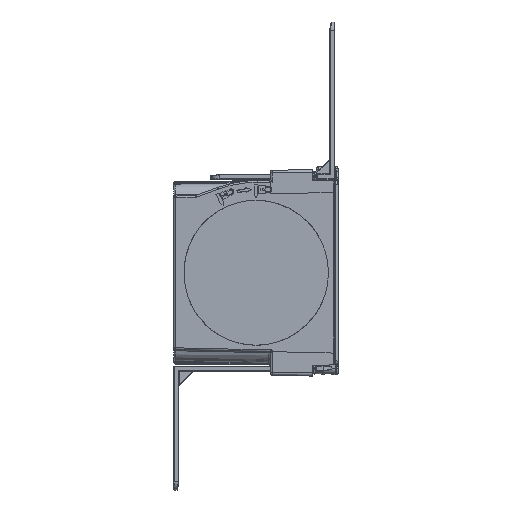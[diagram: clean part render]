
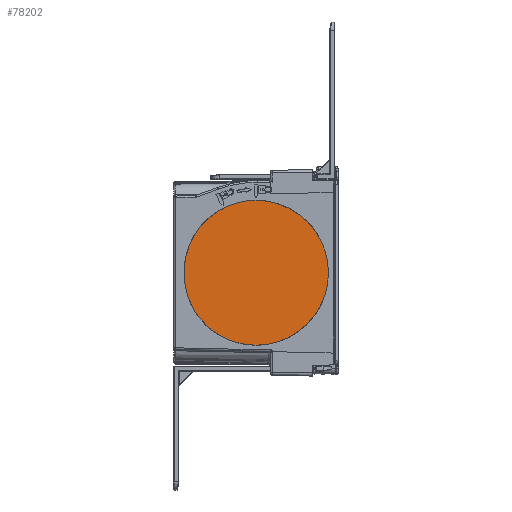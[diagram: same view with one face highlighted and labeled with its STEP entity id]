
A CAD part, front view. The second image highlights one B-rep face of the part: STEP entity #78202.
In plain terms, the highlighted planar face has unit normal (-0.023, -1, 0).
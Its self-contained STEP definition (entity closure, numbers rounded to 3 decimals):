
#61471=CARTESIAN_POINT('Control Point',(26.497,-131.367,-36.935)) ;
#61472=CARTESIAN_POINT('Control Point',(26.528,-131.368,-36.954)) ;
#61473=CARTESIAN_POINT('Control Point',(26.56,-131.369,-36.973)) ;
#61474=CARTESIAN_POINT('Control Point',(26.592,-131.37,-36.992)) ;
#61475=CARTESIAN_POINT('Vertex',(26.592,-131.37,-36.992)) ;
#61477=CARTESIAN_POINT('Vertex',(26.497,-131.367,-36.935)) ;
#61481=CARTESIAN_POINT('Control Point',(26.481,-131.367,36.925)) ;
#61482=CARTESIAN_POINT('Control Point',(21.595,-131.256,33.944)) ;
#61483=CARTESIAN_POINT('Control Point',(17.217,-131.157,30.129)) ;
#61484=CARTESIAN_POINT('Control Point',(13.535,-131.073,25.607)) ;
#61485=CARTESIAN_POINT('Control Point',(8.848,-130.967,17.301)) ;
#61486=CARTESIAN_POINT('Control Point',(6.569,-130.915,8.13)) ;
#61487=CARTESIAN_POINT('Control Point',(6.062,-130.904,4.452)) ;
#61488=CARTESIAN_POINT('Control Point',(5.764,-130.897,-3.591)) ;
#61489=CARTESIAN_POINT('Control Point',(7.237,-130.93,-11.522)) ;
#61490=CARTESIAN_POINT('Control Point',(8.561,-130.96,-15.689)) ;
#61491=CARTESIAN_POINT('Control Point',(12.058,-131.04,-23.218)) ;
#61492=CARTESIAN_POINT('Control Point',(17.244,-131.157,-29.696)) ;
#61493=CARTESIAN_POINT('Control Point',(20.051,-131.221,-32.472)) ;
#61494=CARTESIAN_POINT('Control Point',(23.155,-131.292,-34.898)) ;
#61495=CARTESIAN_POINT('Control Point',(26.497,-131.367,-36.935)) ;
#61496=CARTESIAN_POINT('Vertex',(26.481,-131.367,36.925)) ;
#61500=CARTESIAN_POINT('Control Point',(26.592,-131.37,36.992)) ;
#61501=CARTESIAN_POINT('Control Point',(26.555,-131.369,36.97)) ;
#61502=CARTESIAN_POINT('Control Point',(26.518,-131.368,36.947)) ;
#61503=CARTESIAN_POINT('Control Point',(26.481,-131.367,36.925)) ;
#61504=CARTESIAN_POINT('Vertex',(26.592,-131.37,36.992)) ;
#61533=CARTESIAN_POINT('Control Point',(49.,-131.878,-43.25)) ;
#61534=CARTESIAN_POINT('Control Point',(43.111,-131.744,-43.25)) ;
#61535=CARTESIAN_POINT('Control Point',(37.221,-131.611,-42.181)) ;
#61536=CARTESIAN_POINT('Control Point',(31.629,-131.484,-40.044)) ;
#61537=CARTESIAN_POINT('Control Point',(26.592,-131.37,-36.992)) ;
#61538=CARTESIAN_POINT('Vertex',(49.,-131.878,-43.25)) ;
#61559=CARTESIAN_POINT('Control Point',(92.25,-132.86,0.)) ;
#61560=CARTESIAN_POINT('Control Point',(92.25,-132.86,-6.876)) ;
#61561=CARTESIAN_POINT('Control Point',(90.884,-132.829,-13.752)) ;
#61562=CARTESIAN_POINT('Control Point',(88.149,-132.766,-20.265)) ;
#61563=CARTESIAN_POINT('Control Point',(80.341,-132.589,-31.709)) ;
#61564=CARTESIAN_POINT('Control Point',(68.797,-132.327,-39.343)) ;
#61565=CARTESIAN_POINT('Control Point',(62.423,-132.183,-41.948)) ;
#61566=CARTESIAN_POINT('Control Point',(55.711,-132.03,-43.25)) ;
#61567=CARTESIAN_POINT('Control Point',(49.,-131.878,-43.25)) ;
#61568=CARTESIAN_POINT('Vertex',(92.25,-132.86,0.)) ;
#61589=CARTESIAN_POINT('Control Point',(49.,-131.878,43.25)) ;
#61590=CARTESIAN_POINT('Control Point',(56.042,-132.038,43.25)) ;
#61591=CARTESIAN_POINT('Control Point',(63.084,-132.198,41.817)) ;
#61592=CARTESIAN_POINT('Control Point',(69.737,-132.349,38.949)) ;
#61593=CARTESIAN_POINT('Control Point',(81.075,-132.606,30.968)) ;
#61594=CARTESIAN_POINT('Control Point',(88.534,-132.775,19.323)) ;
#61595=CARTESIAN_POINT('Control Point',(91.012,-132.831,13.09)) ;
#61596=CARTESIAN_POINT('Control Point',(92.25,-132.86,6.545)) ;
#61597=CARTESIAN_POINT('Control Point',(92.25,-132.86,0.)) ;
#61598=CARTESIAN_POINT('Vertex',(49.,-131.878,43.25)) ;
#61619=CARTESIAN_POINT('Control Point',(26.592,-131.37,36.992)) ;
#61620=CARTESIAN_POINT('Control Point',(31.629,-131.484,40.044)) ;
#61621=CARTESIAN_POINT('Control Point',(37.221,-131.611,42.181)) ;
#61622=CARTESIAN_POINT('Control Point',(43.111,-131.744,43.25)) ;
#61623=CARTESIAN_POINT('Control Point',(49.,-131.878,43.25)) ;
#78188=CARTESIAN_POINT('Axis2P3D Location',(12.704,-131.054,55.)) ;
#78189=DIRECTION('Axis2P3D Direction',(0.023,1.,0.)) ;
#78190=DIRECTION('Axis2P3D XDirection',(1.,-0.023,0.)) ;
#78191=AXIS2_PLACEMENT_3D('Plane Axis2P3D',#78188,#78189,#78190) ;
#78192=PLANE('',#78191) ;
#61479=EDGE_CURVE('',#61476,#61478,#61470,.F.) ;
#61498=EDGE_CURVE('',#61497,#61478,#61480,.T.) ;
#61506=EDGE_CURVE('',#61497,#61505,#61499,.F.) ;
#61540=EDGE_CURVE('',#61539,#61476,#61532,.T.) ;
#61570=EDGE_CURVE('',#61569,#61539,#61558,.T.) ;
#61600=EDGE_CURVE('',#61599,#61569,#61588,.T.) ;
#61624=EDGE_CURVE('',#61505,#61599,#61618,.T.) ;
#78194=ORIENTED_EDGE('',*,*,#61498,.T.) ;
#78195=ORIENTED_EDGE('',*,*,#61479,.F.) ;
#78196=ORIENTED_EDGE('',*,*,#61540,.F.) ;
#78197=ORIENTED_EDGE('',*,*,#61570,.F.) ;
#78198=ORIENTED_EDGE('',*,*,#61600,.F.) ;
#78199=ORIENTED_EDGE('',*,*,#61624,.F.) ;
#78200=ORIENTED_EDGE('',*,*,#61506,.F.) ;
#78193=EDGE_LOOP('',(#78194,#78195,#78196,#78197,#78198,#78199,#78200)) ;
#61476=VERTEX_POINT('',#61475) ;
#61478=VERTEX_POINT('',#61477) ;
#61497=VERTEX_POINT('',#61496) ;
#61505=VERTEX_POINT('',#61504) ;
#61539=VERTEX_POINT('',#61538) ;
#61569=VERTEX_POINT('',#61568) ;
#61599=VERTEX_POINT('',#61598) ;
#78202=ADVANCED_FACE('PartBody',(#78201),#78192,.F.) ;
#61470=B_SPLINE_CURVE_WITH_KNOTS('',3,(#61471,#61472,#61473,#61474),.UNSPECIFIED.,.F.,.U.,(4,4),(124.447,124.603),.UNSPECIFIED.) ;
#61480=B_SPLINE_CURVE_WITH_KNOTS('',5,(#61481,#61482,#61483,#61484,#61485,#61486,#61487,#61488,#61489,#61490,#61491,#61492,#61493,#61494,#61495),.UNSPECIFIED.,.F.,.U.,(6,3,3,3,6),(0.182,40.428,66.438,96.931,124.447),.UNSPECIFIED.) ;
#61499=B_SPLINE_CURVE_WITH_KNOTS('',3,(#61500,#61501,#61502,#61503),.UNSPECIFIED.,.F.,.U.,(4,4),(0.,0.182),.UNSPECIFIED.) ;
#61532=B_SPLINE_CURVE_WITH_KNOTS('',4,(#61533,#61534,#61535,#61536,#61537),.UNSPECIFIED.,.F.,.U.,(5,5),(288.268,321.588),.UNSPECIFIED.) ;
#61558=B_SPLINE_CURVE_WITH_KNOTS('',5,(#61559,#61560,#61561,#61562,#61563,#61564,#61565,#61566,#61567),.UNSPECIFIED.,.F.,.U.,(6,3,6),(192.179,240.799,288.268),.UNSPECIFIED.) ;
#61588=B_SPLINE_CURVE_WITH_KNOTS('',5,(#61589,#61590,#61591,#61592,#61593,#61594,#61595,#61596,#61597),.UNSPECIFIED.,.F.,.U.,(6,3,6),(96.089,145.897,192.179),.UNSPECIFIED.) ;
#61618=B_SPLINE_CURVE_WITH_KNOTS('',4,(#61619,#61620,#61621,#61622,#61623),.UNSPECIFIED.,.F.,.U.,(5,5),(62.769,96.089),.UNSPECIFIED.) ;
#78201=FACE_OUTER_BOUND('',#78193,.T.) ;
